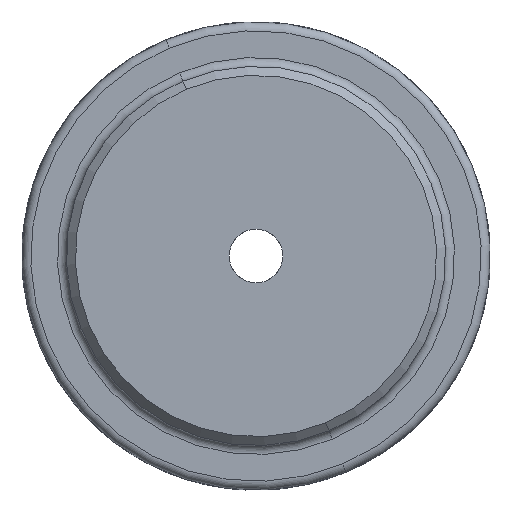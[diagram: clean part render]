
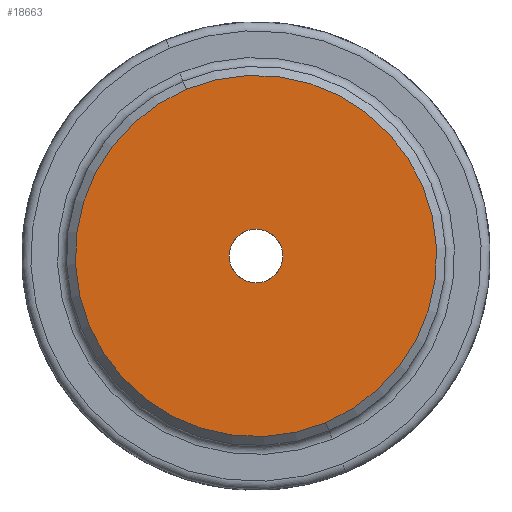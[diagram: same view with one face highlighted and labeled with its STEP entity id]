
A CAD part, left-side view. The second image highlights one B-rep face of the part: STEP entity #18663.
In plain terms, the highlighted face is planar.
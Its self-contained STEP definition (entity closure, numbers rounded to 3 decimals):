
#17959=CARTESIAN_POINT('',(0.,0.,0.));
#17960=DIRECTION('',(0.,0.,1.));
#17961=DIRECTION('',(-1.,0.,0.));
#17962=AXIS2_PLACEMENT_3D('',#17959,#17960,#17961);
#17968=CARTESIAN_POINT('',(0.,0.,0.));
#17969=DIRECTION('',(0.,0.,1.));
#17970=DIRECTION('',(1.,0.,0.));
#17971=AXIS2_PLACEMENT_3D('',#17968,#17969,#17970);
#17982=CARTESIAN_POINT('',(0.,0.,0.));
#17983=DIRECTION('',(0.,0.,1.));
#17984=DIRECTION('',(-1.,0.,0.));
#17985=AXIS2_PLACEMENT_3D('',#17982,#17983,#17984);
#17987=CARTESIAN_POINT('',(0.,0.,0.));
#17988=DIRECTION('',(0.,0.,1.));
#17989=DIRECTION('',(1.,0.,0.));
#17990=AXIS2_PLACEMENT_3D('',#17987,#17988,#17989);
#18046=CARTESIAN_POINT('',(40.5,0.,0.));
#18047=CARTESIAN_POINT('',(-40.5,0.,0.));
#18048=VERTEX_POINT('',#18046);
#18049=VERTEX_POINT('',#18047);
#18076=CARTESIAN_POINT('',(6.,0.,0.));
#18077=CARTESIAN_POINT('',(-6.,0.,0.));
#18078=VERTEX_POINT('',#18076);
#18079=VERTEX_POINT('',#18077);
#18648=CARTESIAN_POINT('',(0.,0.,0.));
#18649=DIRECTION('',(0.,0.,1.));
#18650=DIRECTION('',(1.,0.,0.));
#18651=AXIS2_PLACEMENT_3D('',#18648,#18649,#18650);
#18652=PLANE('',#18651);
#18654=ORIENTED_EDGE('',*,*,#18653,.T.);
#18656=ORIENTED_EDGE('',*,*,#18655,.T.);
#18657=EDGE_LOOP('',(#18654,#18656));
#18658=FACE_OUTER_BOUND('',#18657,.F.);
#18659=ORIENTED_EDGE('',*,*,#18641,.F.);
#18660=ORIENTED_EDGE('',*,*,#18628,.F.);
#18661=EDGE_LOOP('',(#18659,#18660));
#18662=FACE_BOUND('',#18661,.F.);
#18663=ADVANCED_FACE('',(#18658,#18662),#18652,.F.);
#17963=CIRCLE('',#17962,6.);
#17972=CIRCLE('',#17971,6.);
#17986=CIRCLE('',#17985,40.5);
#17991=CIRCLE('',#17990,40.5);
#18628=EDGE_CURVE('',#18079,#18078,#17963,.T.);
#18641=EDGE_CURVE('',#18078,#18079,#17972,.T.);
#18653=EDGE_CURVE('',#18049,#18048,#17986,.T.);
#18655=EDGE_CURVE('',#18048,#18049,#17991,.T.);
